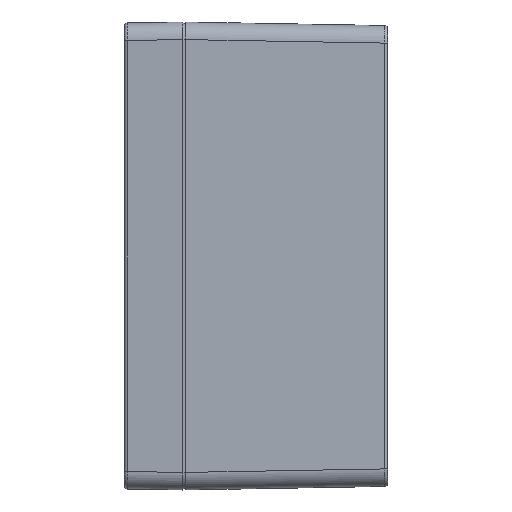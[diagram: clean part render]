
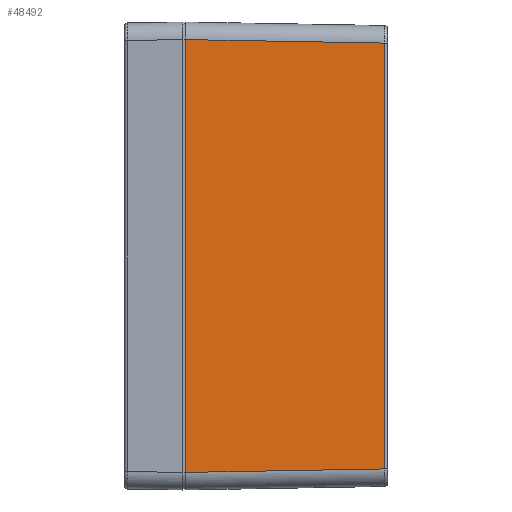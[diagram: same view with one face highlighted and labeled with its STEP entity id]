
A CAD part, left-side view. The second image highlights one B-rep face of the part: STEP entity #48492.
In plain terms, the highlighted planar face has unit normal (-1, -0.018, 0).
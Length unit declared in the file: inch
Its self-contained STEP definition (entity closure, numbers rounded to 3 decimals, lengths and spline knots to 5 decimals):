
#1831 = CARTESIAN_POINT ( 'NONE',  ( -4.72372, -0.03937, -2.91273 ) ) ;
#9047 = VECTOR ( 'NONE', #53339, 39.37008 ) ;
#10677 = CARTESIAN_POINT ( 'NONE',  ( -4.72372, -0.03937, -2.91273 ) ) ;
#10989 = VECTOR ( 'NONE', #17836, 39.37008 ) ;
#12450 = LINE ( 'NONE', #31341, #9047 ) ;
#13497 = ORIENTED_EDGE ( 'NONE', *, *, #64365, .T. ) ;
#14436 = DIRECTION ( 'NONE',  ( 0.017, -1., -0.017 ) ) ;
#16144 = FACE_OUTER_BOUND ( 'NONE', #51100, .T. ) ;
#16239 = VERTEX_POINT ( 'NONE', #1831 ) ;
#16812 = CARTESIAN_POINT ( 'NONE',  ( -4.67698, -2.71722, 0. ) ) ;
#17032 = PLANE ( 'NONE',  #20761 ) ;
#17464 = ORIENTED_EDGE ( 'NONE', *, *, #47766, .T. ) ;
#17836 = DIRECTION ( 'NONE',  ( 0.017, -1., 0.017 ) ) ;
#20761 = AXIS2_PLACEMENT_3D ( 'NONE', #44412, #71070, #72379 ) ;
#22492 = LINE ( 'NONE', #70250, #72611 ) ;
#24179 = ORIENTED_EDGE ( 'NONE', *, *, #53672, .F. ) ;
#25011 = LINE ( 'NONE', #10677, #10989 ) ;
#31341 = CARTESIAN_POINT ( 'NONE',  ( -4.72372, -0.03937, 0. ) ) ;
#32455 = VERTEX_POINT ( 'NONE', #33876 ) ;
#33876 = CARTESIAN_POINT ( 'NONE',  ( -4.72372, -0.03937, 2.91273 ) ) ;
#42441 = CARTESIAN_POINT ( 'NONE',  ( -4.67698, -2.71722, -2.86599 ) ) ;
#44412 = CARTESIAN_POINT ( 'NONE',  ( -4.72372, -0.03937, 2.91273 ) ) ;
#47766 = EDGE_CURVE ( 'NONE', #59555, #82841, #58650, .T. ) ;
#48492 = ADVANCED_FACE ( 'NONE', ( #16144 ), #17032, .T. ) ;
#51100 = EDGE_LOOP ( 'NONE', ( #17464, #24179, #87682, #13497 ) ) ;
#53339 = DIRECTION ( 'NONE',  ( 0., 0., 1. ) ) ;
#53672 = EDGE_CURVE ( 'NONE', #32455, #82841, #22492, .T. ) ;
#58650 = LINE ( 'NONE', #16812, #72430 ) ;
#59080 = DIRECTION ( 'NONE',  ( 0., 0., 1. ) ) ;
#59555 = VERTEX_POINT ( 'NONE', #42441 ) ;
#64365 = EDGE_CURVE ( 'NONE', #16239, #59555, #25011, .T. ) ;
#70250 = CARTESIAN_POINT ( 'NONE',  ( -4.70037, -1.37722, 2.88938 ) ) ;
#71070 = DIRECTION ( 'NONE',  ( -1., -0.017, 0. ) ) ;
#72379 = DIRECTION ( 'NONE',  ( 0., 0., -1. ) ) ;
#72430 = VECTOR ( 'NONE', #59080, 39.37008 ) ;
#72611 = VECTOR ( 'NONE', #14436, 39.37008 ) ;
#82841 = VERTEX_POINT ( 'NONE', #86996 ) ;
#86996 = CARTESIAN_POINT ( 'NONE',  ( -4.67698, -2.71722, 2.86599 ) ) ;
#87177 = EDGE_CURVE ( 'NONE', #16239, #32455, #12450, .T. ) ;
#87682 = ORIENTED_EDGE ( 'NONE', *, *, #87177, .F. ) ;
